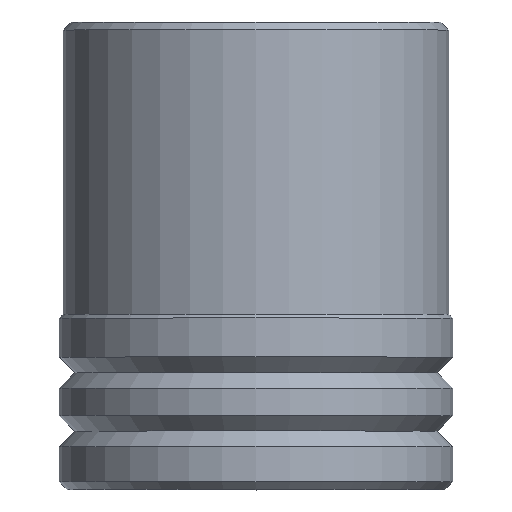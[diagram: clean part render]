
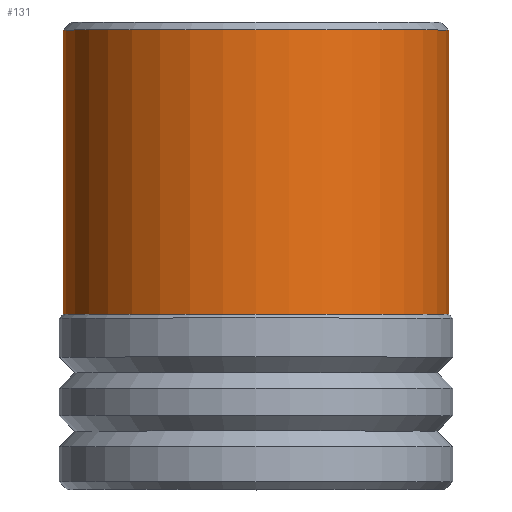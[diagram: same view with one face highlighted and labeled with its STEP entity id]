
A CAD part, top view. The second image highlights one B-rep face of the part: STEP entity #131.
In plain terms, the highlighted cylindrical face has radius 4.95 mm (diameter 9.9 mm), a partial arc.
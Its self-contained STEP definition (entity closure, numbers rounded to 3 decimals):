
#40 = VERTEX_POINT ( 'NONE', #690 ) ;
#45 = ORIENTED_EDGE ( 'NONE', *, *, #85, .T. ) ;
#84 = EDGE_CURVE ( 'NONE', #125, #120, #665, .T. ) ;
#85 = EDGE_CURVE ( 'NONE', #117, #125, #657, .T. ) ;
#86 = EDGE_CURVE ( 'NONE', #117, #40, #649, .T. ) ;
#88 = ORIENTED_EDGE ( 'NONE', *, *, #86, .F. ) ;
#89 = ORIENTED_EDGE ( 'NONE', *, *, #122, .F. ) ;
#117 = VERTEX_POINT ( 'NONE', #554 ) ;
#119 = EDGE_LOOP ( 'NONE', ( #45, #132, #89, #88 ) ) ;
#120 = VERTEX_POINT ( 'NONE', #557 ) ;
#122 = EDGE_CURVE ( 'NONE', #40, #120, #552, .T. ) ;
#125 = VERTEX_POINT ( 'NONE', #512 ) ;
#131 = ADVANCED_FACE ( 'NONE', ( #506 ), #507, .T. ) ;
#132 = ORIENTED_EDGE ( 'NONE', *, *, #84, .T. ) ;
#481 = AXIS2_PLACEMENT_3D ( 'NONE', #663, #648, #647 ) ;
#497 = DIRECTION ( 'NONE',  ( -1., 0., 0. ) ) ;
#498 = DIRECTION ( 'NONE',  ( 0., 1., 0. ) ) ;
#506 = FACE_OUTER_BOUND ( 'NONE', #119, .T. ) ;
#507 = CYLINDRICAL_SURFACE ( 'NONE', #514, 4.95 ) ;
#512 = CARTESIAN_POINT ( 'NONE',  ( 4.95, 4.5, 0. ) ) ;
#513 = CARTESIAN_POINT ( 'NONE',  ( 0., 16.02, 0. ) ) ;
#514 = AXIS2_PLACEMENT_3D ( 'NONE', #513, #498, #497 ) ;
#515 = DIRECTION ( 'NONE',  ( -1., 0., 0. ) ) ;
#516 = DIRECTION ( 'NONE',  ( 0., 1., 0. ) ) ;
#517 = CARTESIAN_POINT ( 'NONE',  ( 0., 11.8, 0. ) ) ;
#551 = AXIS2_PLACEMENT_3D ( 'NONE', #517, #516, #515 ) ;
#552 = CIRCLE ( 'NONE', #551, 4.95 ) ;
#554 = CARTESIAN_POINT ( 'NONE',  ( -4.95, 4.5, 0. ) ) ;
#557 = CARTESIAN_POINT ( 'NONE',  ( 4.95, 11.8, 0. ) ) ;
#643 = DIRECTION ( 'NONE',  ( 0., 1., 0. ) ) ;
#644 = VECTOR ( 'NONE', #643, 1000. ) ;
#645 = CARTESIAN_POINT ( 'NONE',  ( -4.95, 16.02, 0. ) ) ;
#647 = DIRECTION ( 'NONE',  ( -1., 0., 0. ) ) ;
#648 = DIRECTION ( 'NONE',  ( 0., 1., 0. ) ) ;
#649 = LINE ( 'NONE', #645, #644 ) ;
#651 = DIRECTION ( 'NONE',  ( 0., 1., 0. ) ) ;
#652 = VECTOR ( 'NONE', #651, 1000. ) ;
#657 = CIRCLE ( 'NONE', #481, 4.95 ) ;
#663 = CARTESIAN_POINT ( 'NONE',  ( 0., 4.5, 0. ) ) ;
#665 = LINE ( 'NONE', #667, #652 ) ;
#667 = CARTESIAN_POINT ( 'NONE',  ( 4.95, 16.02, 0. ) ) ;
#690 = CARTESIAN_POINT ( 'NONE',  ( -4.95, 11.8, 0. ) ) ;
